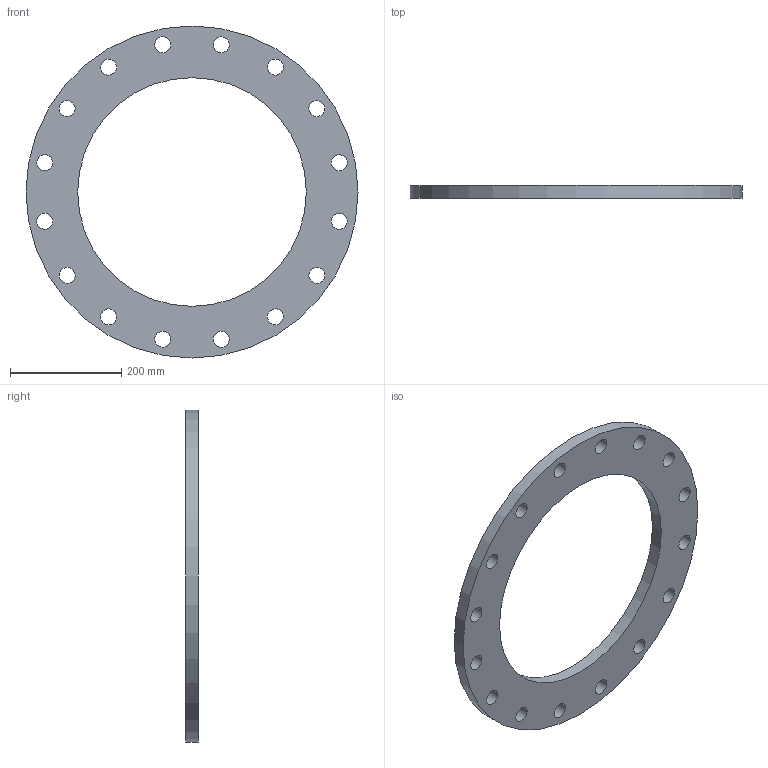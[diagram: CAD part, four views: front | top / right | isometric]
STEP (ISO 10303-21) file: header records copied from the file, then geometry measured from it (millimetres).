
FILE_DESCRIPTION(/* description */ (''),/* implementation_level */ '2;1');
FILE_NAME(/* name */ 'AWWA-C207-B16-B.stp',/* time_stamp */ '2023-11-03T14:18:29-04:00',/* author */ ('Admin'),/* organization */ (''),/* preprocessor_version */ 'ST-DEVELOPER v19',/* originating_system */ 'Autodesk Inventor 2023',/* authorisation */ '');
FILE_SCHEMA (('AUTOMOTIVE_DESIGN { 1 0 10303 214 3 1 1 }'));
Length unit declared in the file: inch
Products named in the file (1): AWWA-C207-B16-B
Bounding box: 596.9 x 22.66 x 596.9 mm (x, y, z)
Volume: 3098367 mm3; surface area: 377804 mm2
Topology: 1 solids, 1 shells, 20 faces, 54 edges, 36 vertices
Faces by surface type: cylinder 18, plane 2
Full cylindrical faces by diameter (mm): 28.575 x16, 411.226 x1, 596.9 x1
Entity records: 767 total; most frequent: DIRECTION 132, CARTESIAN_POINT 111, ORIENTED_EDGE 108, AXIS2_PLACEMENT_3D 57, EDGE_LOOP 54, EDGE_CURVE 54, CIRCLE 36, VERTEX_POINT 36
